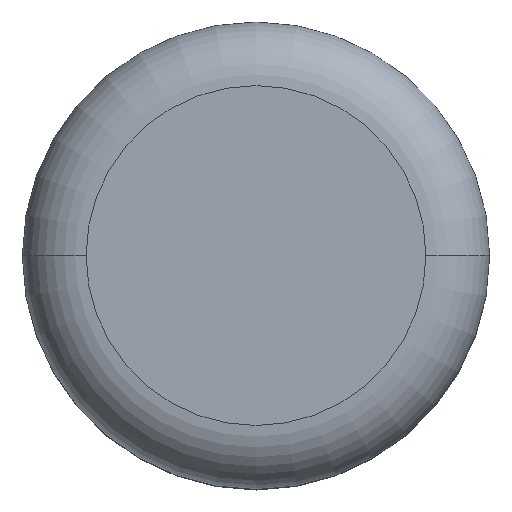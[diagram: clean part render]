
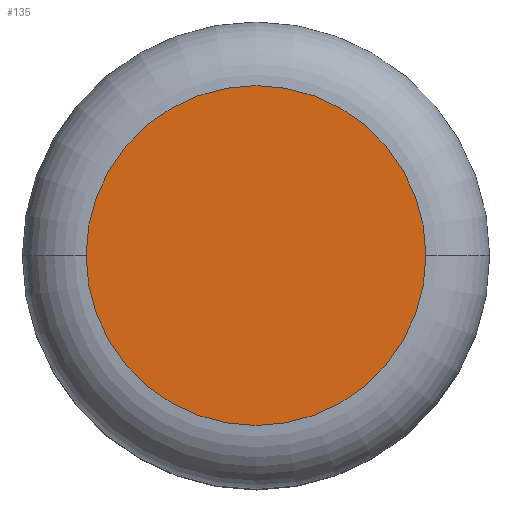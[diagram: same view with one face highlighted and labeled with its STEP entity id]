
A CAD part, top view. The second image highlights one B-rep face of the part: STEP entity #135.
In plain terms, the highlighted planar face has unit normal (0, 0, 1).
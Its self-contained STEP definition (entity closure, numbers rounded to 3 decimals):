
#135=ADVANCED_FACE('',(#259),#260,.T.);
#259=FACE_OUTER_BOUND('',#694,.T.);
#260=PLANE('',#695);
#694=EDGE_LOOP('',(#946,#947));
#695=AXIS2_PLACEMENT_3D('',#948,#949,#950);
#946=ORIENTED_EDGE('',*,*,#1006,.F.);
#947=ORIENTED_EDGE('',*,*,#1061,.F.);
#948=CARTESIAN_POINT('',(0.0,0.0,34.0));
#949=DIRECTION('',(0.0,0.0,1.0));
#950=DIRECTION('',(1.0,0.0,0.0));
#1006=EDGE_CURVE('',#1131,#1126,#1133,.T.);
#1061=EDGE_CURVE('',#1126,#1131,#1201,.T.);
#1126=VERTEX_POINT('',#1294);
#1131=VERTEX_POINT('',#1299);
#1133=CIRCLE('',#1301,8.0);
#1201=CIRCLE('',#1432,8.0);
#1294=CARTESIAN_POINT('',(-8.0,0.,34.0));
#1299=CARTESIAN_POINT('',(8.0,0.0,34.0));
#1301=AXIS2_PLACEMENT_3D('',#1504,#1505,#1506);
#1432=AXIS2_PLACEMENT_3D('',#1578,#1579,#1580);
#1504=CARTESIAN_POINT('',(0.0,0.0,34.0));
#1505=DIRECTION('',(-0.0,0.0,-1.0));
#1506=DIRECTION('',(-1.0,0.,0.0));
#1578=CARTESIAN_POINT('',(0.0,0.0,34.0));
#1579=DIRECTION('',(-0.0,0.0,-1.0));
#1580=DIRECTION('',(-1.0,0.,0.0));
